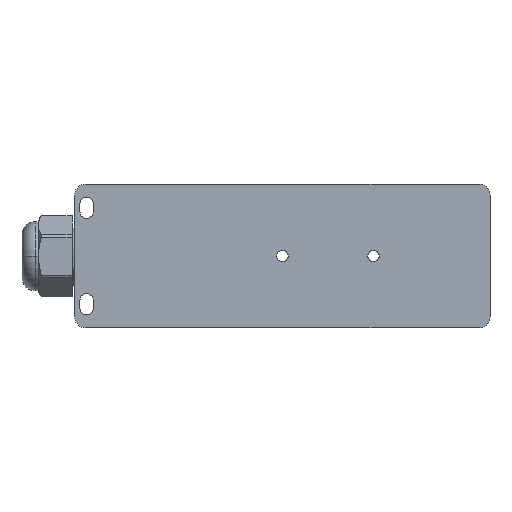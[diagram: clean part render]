
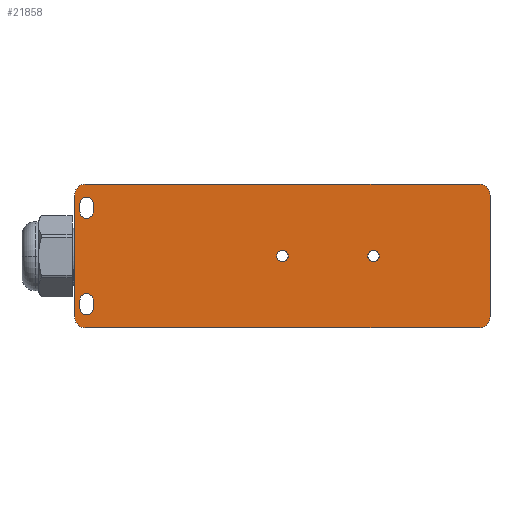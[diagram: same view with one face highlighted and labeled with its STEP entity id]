
A CAD part, front view. The second image highlights one B-rep face of the part: STEP entity #21858.
In plain terms, the highlighted planar face has unit normal (0, -1, 0).
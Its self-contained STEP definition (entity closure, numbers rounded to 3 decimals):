
#4107=CARTESIAN_POINT('',(41.2,0.,74.5));
#4108=DIRECTION('',(0.,1.,0.));
#4109=DIRECTION('',(-1.,0.,0.));
#4110=AXIS2_PLACEMENT_3D('',#4107,#4108,#4109);
#4112=DIRECTION('',(0.,0.,1.));
#4113=VECTOR('',#4112,3.);
#4114=CARTESIAN_POINT('',(38.7,0.,71.5));
#4115=LINE('',#4114,#4113);
#4116=CARTESIAN_POINT('',(41.2,0.,71.5));
#4117=DIRECTION('',(0.,1.,0.));
#4118=DIRECTION('',(0.,0.,-1.));
#4119=AXIS2_PLACEMENT_3D('',#4116,#4117,#4118);
#4121=CARTESIAN_POINT('',(41.2,0.,71.5));
#4122=DIRECTION('',(0.,1.,0.));
#4123=DIRECTION('',(1.,0.,0.));
#4124=AXIS2_PLACEMENT_3D('',#4121,#4122,#4123);
#4126=DIRECTION('',(0.,0.,-1.));
#4127=VECTOR('',#4126,3.);
#4128=CARTESIAN_POINT('',(43.7,0.,74.5));
#4129=LINE('',#4128,#4127);
#4130=CARTESIAN_POINT('',(41.2,0.,74.5));
#4131=DIRECTION('',(0.,1.,0.));
#4132=DIRECTION('',(0.,0.,1.));
#4133=AXIS2_PLACEMENT_3D('',#4130,#4131,#4132);
#4135=CARTESIAN_POINT('',(41.2,0.,107.5));
#4136=DIRECTION('',(0.,1.,0.));
#4137=DIRECTION('',(1.,0.,0.));
#4138=AXIS2_PLACEMENT_3D('',#4135,#4136,#4137);
#4140=CARTESIAN_POINT('',(41.2,0.,110.5));
#4141=DIRECTION('',(0.,1.,0.));
#4142=DIRECTION('',(0.,0.,1.));
#4143=AXIS2_PLACEMENT_3D('',#4140,#4141,#4142);
#4145=CARTESIAN_POINT('',(41.2,0.,110.5));
#4146=DIRECTION('',(0.,1.,0.));
#4147=DIRECTION('',(-1.,0.,0.));
#4148=AXIS2_PLACEMENT_3D('',#4145,#4146,#4147);
#4150=CARTESIAN_POINT('',(41.2,0.,107.5));
#4151=DIRECTION('',(0.,1.,0.));
#4152=DIRECTION('',(0.,0.,-1.));
#4153=AXIS2_PLACEMENT_3D('',#4150,#4151,#4152);
#4155=CARTESIAN_POINT('',(187.65,0.,68.25));
#4156=DIRECTION('',(0.,-1.,0.));
#4157=DIRECTION('',(0.,0.,-1.));
#4158=AXIS2_PLACEMENT_3D('',#4155,#4156,#4157);
#4160=CARTESIAN_POINT('',(40.7,0.,68.25));
#4161=DIRECTION('',(0.,-1.,0.));
#4162=DIRECTION('',(-1.,0.,0.));
#4163=AXIS2_PLACEMENT_3D('',#4160,#4161,#4162);
#4165=CARTESIAN_POINT('',(40.7,0.,113.75));
#4166=DIRECTION('',(0.,-1.,0.));
#4167=DIRECTION('',(0.,0.,1.));
#4168=AXIS2_PLACEMENT_3D('',#4165,#4166,#4167);
#4170=CARTESIAN_POINT('',(187.65,0.,113.75));
#4171=DIRECTION('',(0.,-1.,0.));
#4172=DIRECTION('',(1.,0.,0.));
#4173=AXIS2_PLACEMENT_3D('',#4170,#4171,#4172);
#4175=CARTESIAN_POINT('',(114.2,0.,91.));
#4176=DIRECTION('',(0.,1.,0.));
#4177=DIRECTION('',(-1.,0.,0.));
#4178=AXIS2_PLACEMENT_3D('',#4175,#4176,#4177);
#4180=CARTESIAN_POINT('',(114.2,0.,91.));
#4181=DIRECTION('',(0.,1.,0.));
#4182=DIRECTION('',(0.,0.,-1.));
#4183=AXIS2_PLACEMENT_3D('',#4180,#4181,#4182);
#4185=CARTESIAN_POINT('',(114.2,0.,91.));
#4186=DIRECTION('',(0.,1.,0.));
#4187=DIRECTION('',(1.,0.,0.));
#4188=AXIS2_PLACEMENT_3D('',#4185,#4186,#4187);
#4190=CARTESIAN_POINT('',(114.2,0.,91.));
#4191=DIRECTION('',(0.,1.,0.));
#4192=DIRECTION('',(0.,0.,1.));
#4193=AXIS2_PLACEMENT_3D('',#4190,#4191,#4192);
#4195=CARTESIAN_POINT('',(148.2,0.,91.));
#4196=DIRECTION('',(0.,1.,0.));
#4197=DIRECTION('',(-1.,0.,0.));
#4198=AXIS2_PLACEMENT_3D('',#4195,#4196,#4197);
#4200=CARTESIAN_POINT('',(148.2,0.,91.));
#4201=DIRECTION('',(0.,1.,0.));
#4202=DIRECTION('',(0.,0.,-1.));
#4203=AXIS2_PLACEMENT_3D('',#4200,#4201,#4202);
#4205=CARTESIAN_POINT('',(148.2,0.,91.));
#4206=DIRECTION('',(0.,1.,0.));
#4207=DIRECTION('',(1.,0.,0.));
#4208=AXIS2_PLACEMENT_3D('',#4205,#4206,#4207);
#4210=CARTESIAN_POINT('',(148.2,0.,91.));
#4211=DIRECTION('',(0.,1.,0.));
#4212=DIRECTION('',(0.,0.,1.));
#4213=AXIS2_PLACEMENT_3D('',#4210,#4211,#4212);
#4273=DIRECTION('',(0.,0.,1.));
#4274=VECTOR('',#4273,45.5);
#4275=CARTESIAN_POINT('',(36.7,0.,68.25));
#4276=LINE('',#4275,#4274);
#6128=DIRECTION('',(-1.,0.,0.));
#6129=VECTOR('',#6128,146.95);
#6130=CARTESIAN_POINT('',(187.65,0.,64.25));
#6131=LINE('',#6130,#6129);
#6236=DIRECTION('',(0.,0.,-1.));
#6237=VECTOR('',#6236,45.5);
#6238=CARTESIAN_POINT('',(191.65,0.,113.75));
#6239=LINE('',#6238,#6237);
#6248=DIRECTION('',(1.,0.,0.));
#6249=VECTOR('',#6248,146.95);
#6250=CARTESIAN_POINT('',(40.7,0.,117.75));
#6251=LINE('',#6250,#6249);
#6402=DIRECTION('',(0.,0.,1.));
#6403=VECTOR('',#6402,3.);
#6404=CARTESIAN_POINT('',(43.7,0.,107.5));
#6405=LINE('',#6404,#6403);
#6414=DIRECTION('',(0.,0.,-1.));
#6415=VECTOR('',#6414,3.);
#6416=CARTESIAN_POINT('',(38.7,0.,110.5));
#6417=LINE('',#6416,#6415);
#15619=CARTESIAN_POINT('',(187.65,0.,117.75));
#15620=VERTEX_POINT('',#15619);
#15621=CARTESIAN_POINT('',(191.65,0.,113.75));
#15622=VERTEX_POINT('',#15621);
#15625=CARTESIAN_POINT('',(191.65,0.,68.25));
#15626=VERTEX_POINT('',#15625);
#15629=CARTESIAN_POINT('',(187.65,0.,64.25));
#15630=VERTEX_POINT('',#15629);
#15729=CARTESIAN_POINT('',(38.7,0.,71.5));
#15730=VERTEX_POINT('',#15729);
#15731=CARTESIAN_POINT('',(41.2,0.,69.));
#15732=VERTEX_POINT('',#15731);
#15733=CARTESIAN_POINT('',(43.7,0.,71.5));
#15734=VERTEX_POINT('',#15733);
#15737=CARTESIAN_POINT('',(38.7,0.,74.5));
#15738=VERTEX_POINT('',#15737);
#15743=CARTESIAN_POINT('',(43.7,0.,74.5));
#15744=VERTEX_POINT('',#15743);
#15745=CARTESIAN_POINT('',(41.2,0.,77.));
#15746=VERTEX_POINT('',#15745);
#15751=CARTESIAN_POINT('',(36.7,0.,68.25));
#15752=VERTEX_POINT('',#15751);
#15753=CARTESIAN_POINT('',(40.7,0.,64.25));
#15754=VERTEX_POINT('',#15753);
#15761=CARTESIAN_POINT('',(38.7,0.,107.5));
#15762=VERTEX_POINT('',#15761);
#15763=CARTESIAN_POINT('',(41.2,0.,105.));
#15764=VERTEX_POINT('',#15763);
#15765=CARTESIAN_POINT('',(43.7,0.,107.5));
#15766=VERTEX_POINT('',#15765);
#15768=CARTESIAN_POINT('',(43.7,0.,110.5));
#15770=VERTEX_POINT('',#15768);
#15775=CARTESIAN_POINT('',(38.7,0.,110.5));
#15776=CARTESIAN_POINT('',(41.2,0.,113.));
#15777=VERTEX_POINT('',#15775);
#15778=VERTEX_POINT('',#15776);
#15791=CARTESIAN_POINT('',(36.7,0.,113.75));
#15792=VERTEX_POINT('',#15791);
#15793=CARTESIAN_POINT('',(40.7,0.,117.75));
#15794=VERTEX_POINT('',#15793);
#15803=CARTESIAN_POINT('',(150.35,0.,91.));
#15805=VERTEX_POINT('',#15803);
#15807=CARTESIAN_POINT('',(148.2,0.,93.15));
#15808=VERTEX_POINT('',#15807);
#15809=CARTESIAN_POINT('',(146.05,0.,91.));
#15810=VERTEX_POINT('',#15809);
#15815=CARTESIAN_POINT('',(148.2,0.,88.85));
#15816=VERTEX_POINT('',#15815);
#15817=CARTESIAN_POINT('',(116.35,0.,91.));
#15819=VERTEX_POINT('',#15817);
#15821=CARTESIAN_POINT('',(114.2,0.,93.15));
#15822=VERTEX_POINT('',#15821);
#15823=CARTESIAN_POINT('',(112.05,0.,91.));
#15824=VERTEX_POINT('',#15823);
#15839=CARTESIAN_POINT('',(114.2,0.,88.85));
#15840=VERTEX_POINT('',#15839);
#21791=CARTESIAN_POINT('',(-0.45,0.,89.));
#21792=DIRECTION('',(0.,1.,0.));
#21793=DIRECTION('',(0.,0.,-1.));
#21794=AXIS2_PLACEMENT_3D('',#21791,#21792,#21793);
#21795=PLANE('',#21794);
#21797=ORIENTED_EDGE('',*,*,#21796,.F.);
#21799=ORIENTED_EDGE('',*,*,#21798,.T.);
#21801=ORIENTED_EDGE('',*,*,#21800,.F.);
#21803=ORIENTED_EDGE('',*,*,#21802,.T.);
#21805=ORIENTED_EDGE('',*,*,#21804,.F.);
#21807=ORIENTED_EDGE('',*,*,#21806,.T.);
#21809=ORIENTED_EDGE('',*,*,#21808,.F.);
#21811=ORIENTED_EDGE('',*,*,#21810,.T.);
#21812=EDGE_LOOP('',(#21797,#21799,#21801,#21803,#21805,#21807,#21809,#21811));
#21813=FACE_OUTER_BOUND('',#21812,.F.);
#21815=ORIENTED_EDGE('',*,*,#21814,.F.);
#21817=ORIENTED_EDGE('',*,*,#21816,.T.);
#21819=ORIENTED_EDGE('',*,*,#21818,.F.);
#21821=ORIENTED_EDGE('',*,*,#21820,.F.);
#21823=ORIENTED_EDGE('',*,*,#21822,.T.);
#21825=ORIENTED_EDGE('',*,*,#21824,.F.);
#21826=EDGE_LOOP('',(#21815,#21817,#21819,#21821,#21823,#21825));
#21827=FACE_BOUND('',#21826,.F.);
#21829=ORIENTED_EDGE('',*,*,#21828,.F.);
#21831=ORIENTED_EDGE('',*,*,#21830,.F.);
#21833=ORIENTED_EDGE('',*,*,#21832,.F.);
#21835=ORIENTED_EDGE('',*,*,#21834,.F.);
#21837=ORIENTED_EDGE('',*,*,#21836,.F.);
#21839=ORIENTED_EDGE('',*,*,#21838,.F.);
#21840=EDGE_LOOP('',(#21829,#21831,#21833,#21835,#21837,#21839));
#21841=FACE_BOUND('',#21840,.F.);
#21842=ORIENTED_EDGE('',*,*,#21784,.F.);
#21843=ORIENTED_EDGE('',*,*,#21768,.F.);
#21844=ORIENTED_EDGE('',*,*,#21766,.F.);
#21845=ORIENTED_EDGE('',*,*,#21786,.F.);
#21846=EDGE_LOOP('',(#21842,#21843,#21844,#21845));
#21847=FACE_BOUND('',#21846,.F.);
#21849=ORIENTED_EDGE('',*,*,#21848,.F.);
#21851=ORIENTED_EDGE('',*,*,#21850,.F.);
#21853=ORIENTED_EDGE('',*,*,#21852,.F.);
#21855=ORIENTED_EDGE('',*,*,#21854,.F.);
#21856=EDGE_LOOP('',(#21849,#21851,#21853,#21855));
#21857=FACE_BOUND('',#21856,.F.);
#21858=ADVANCED_FACE('',(#21813,#21827,#21841,#21847,#21857),#21795,.F.);
#4111=CIRCLE('',#4110,2.5);
#4120=CIRCLE('',#4119,2.5);
#4125=CIRCLE('',#4124,2.5);
#4134=CIRCLE('',#4133,2.5);
#4139=CIRCLE('',#4138,2.5);
#4144=CIRCLE('',#4143,2.5);
#4149=CIRCLE('',#4148,2.5);
#4154=CIRCLE('',#4153,2.5);
#4159=CIRCLE('',#4158,4.);
#4164=CIRCLE('',#4163,4.);
#4169=CIRCLE('',#4168,4.);
#4174=CIRCLE('',#4173,4.);
#4179=CIRCLE('',#4178,2.15);
#4184=CIRCLE('',#4183,2.15);
#4189=CIRCLE('',#4188,2.15);
#4194=CIRCLE('',#4193,2.15);
#4199=CIRCLE('',#4198,2.15);
#4204=CIRCLE('',#4203,2.15);
#4209=CIRCLE('',#4208,2.15);
#4214=CIRCLE('',#4213,2.15);
#21766=EDGE_CURVE('',#15819,#15840,#4189,.T.);
#21768=EDGE_CURVE('',#15840,#15824,#4184,.T.);
#21784=EDGE_CURVE('',#15824,#15822,#4179,.T.);
#21786=EDGE_CURVE('',#15822,#15819,#4194,.T.);
#21796=EDGE_CURVE('',#15630,#15626,#4159,.T.);
#21798=EDGE_CURVE('',#15630,#15754,#6131,.T.);
#21800=EDGE_CURVE('',#15752,#15754,#4164,.T.);
#21802=EDGE_CURVE('',#15752,#15792,#4276,.T.);
#21804=EDGE_CURVE('',#15794,#15792,#4169,.T.);
#21806=EDGE_CURVE('',#15794,#15620,#6251,.T.);
#21808=EDGE_CURVE('',#15622,#15620,#4174,.T.);
#21810=EDGE_CURVE('',#15622,#15626,#6239,.T.);
#21814=EDGE_CURVE('',#15766,#15764,#4139,.T.);
#21816=EDGE_CURVE('',#15766,#15770,#6405,.T.);
#21818=EDGE_CURVE('',#15778,#15770,#4144,.T.);
#21820=EDGE_CURVE('',#15777,#15778,#4149,.T.);
#21822=EDGE_CURVE('',#15777,#15762,#6417,.T.);
#21824=EDGE_CURVE('',#15764,#15762,#4154,.T.);
#21828=EDGE_CURVE('',#15738,#15746,#4111,.T.);
#21830=EDGE_CURVE('',#15730,#15738,#4115,.T.);
#21832=EDGE_CURVE('',#15732,#15730,#4120,.T.);
#21834=EDGE_CURVE('',#15734,#15732,#4125,.T.);
#21836=EDGE_CURVE('',#15744,#15734,#4129,.T.);
#21838=EDGE_CURVE('',#15746,#15744,#4134,.T.);
#21848=EDGE_CURVE('',#15810,#15808,#4199,.T.);
#21850=EDGE_CURVE('',#15816,#15810,#4204,.T.);
#21852=EDGE_CURVE('',#15805,#15816,#4209,.T.);
#21854=EDGE_CURVE('',#15808,#15805,#4214,.T.);
